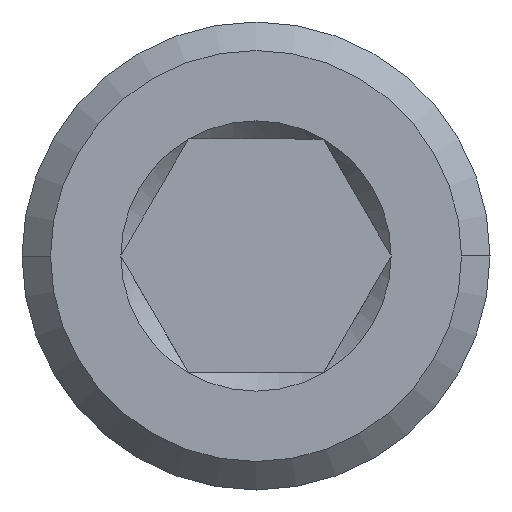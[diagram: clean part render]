
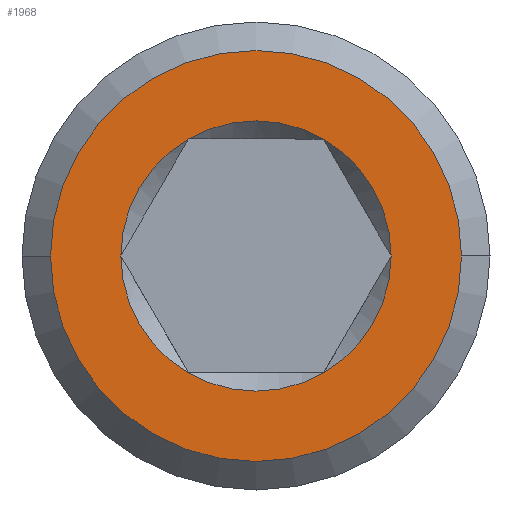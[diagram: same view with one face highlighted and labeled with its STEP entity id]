
A CAD part, left-side view. The second image highlights one B-rep face of the part: STEP entity #1968.
In plain terms, the highlighted planar face has unit normal (-1, 0, 0).
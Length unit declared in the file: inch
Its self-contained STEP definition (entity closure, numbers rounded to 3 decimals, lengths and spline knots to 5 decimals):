
#454 = EDGE_CURVE ( 'NONE', #11030, #11039, #8925, .T. ) ;
#457 = EDGE_CURVE ( 'NONE', #10979, #10872, #8934, .T. ) ;
#459 = EDGE_CURVE ( 'NONE', #10878, #10988, #8940, .T. ) ;
#552 = EDGE_CURVE ( 'NONE', #11039, #11030, #8459, .T. ) ;
#605 = EDGE_CURVE ( 'NONE', #10872, #10985, #6341, .T. ) ;
#631 = EDGE_CURVE ( 'NONE', #10985, #10878, #1873, .T. ) ;
#663 = EDGE_CURVE ( 'NONE', #10988, #10998, #5981, .T. ) ;
#672 = AXIS2_PLACEMENT_3D ( 'NONE', #733, #713, #718 ) ;
#679 = EDGE_CURVE ( 'NONE', #10998, #10979, #8495, .T. ) ;
#700 = CARTESIAN_POINT ( 'NONE',  ( -0.94, 0., 0. ) ) ;
#704 = DIRECTION ( 'NONE',  ( -1., 0., 0. ) ) ;
#706 = DIRECTION ( 'NONE',  ( 0., -1., 0. ) ) ;
#707 = DIRECTION ( 'NONE',  ( -1., 0., 0. ) ) ;
#710 = DIRECTION ( 'NONE',  ( 0., -1., 0. ) ) ;
#711 = CARTESIAN_POINT ( 'NONE',  ( -0.94, 0., 0. ) ) ;
#713 = DIRECTION ( 'NONE',  ( 1., 0., 0. ) ) ;
#718 = DIRECTION ( 'NONE',  ( 0., 1., 0. ) ) ;
#733 = CARTESIAN_POINT ( 'NONE',  ( -0.94, 0., 0. ) ) ;
#1873 = CIRCLE ( 'NONE', #8952, 0.09007 ) ;
#1968 = ADVANCED_FACE ( 'NONE', ( #10565, #10557 ), #5809, .T. ) ;
#4133 = CARTESIAN_POINT ( 'NONE',  ( -0.94, 0.137, 0. ) ) ;
#4180 = CARTESIAN_POINT ( 'NONE',  ( -0.94, 0.04503, 0.078 ) ) ;
#4195 = CARTESIAN_POINT ( 'NONE',  ( -0.94, -0.04503, 0.078 ) ) ;
#4199 = CARTESIAN_POINT ( 'NONE',  ( -0.94, -0.04503, -0.078 ) ) ;
#4205 = CARTESIAN_POINT ( 'NONE',  ( -0.94, 0.09007, 0. ) ) ;
#4380 = CARTESIAN_POINT ( 'NONE',  ( -0.94, -0.09007, 0. ) ) ;
#4392 = CARTESIAN_POINT ( 'NONE',  ( -0.94, 0.04503, -0.078 ) ) ;
#4416 = CARTESIAN_POINT ( 'NONE',  ( -0.94, -0.137, 0. ) ) ;
#5806 = DIRECTION ( 'NONE',  ( 0., -1., 0. ) ) ;
#5807 = DIRECTION ( 'NONE',  ( -1., 0., 0. ) ) ;
#5809 = PLANE ( 'NONE',  #9048 ) ;
#5810 = CARTESIAN_POINT ( 'NONE',  ( -0.94, 0.137, 0. ) ) ;
#5981 = CIRCLE ( 'NONE', #8953, 0.09007 ) ;
#6341 = CIRCLE ( 'NONE', #8948, 0.09007 ) ;
#6373 = DIRECTION ( 'NONE',  ( 0., -1., 0. ) ) ;
#6374 = DIRECTION ( 'NONE',  ( -1., 0., 0. ) ) ;
#6384 = CARTESIAN_POINT ( 'NONE',  ( -0.94, 0., 0. ) ) ;
#6410 = DIRECTION ( 'NONE',  ( 0., -1., 0. ) ) ;
#6411 = DIRECTION ( 'NONE',  ( -1., 0., 0. ) ) ;
#6413 = CARTESIAN_POINT ( 'NONE',  ( -0.94, 0., 0. ) ) ;
#6573 = DIRECTION ( 'NONE',  ( 0., 1., 0. ) ) ;
#6577 = DIRECTION ( 'NONE',  ( 1., 0., 0. ) ) ;
#6723 = CARTESIAN_POINT ( 'NONE',  ( -0.94, 0., 0. ) ) ;
#8394 = EDGE_LOOP ( 'NONE', ( #9315, #9314 ) ) ;
#8396 = EDGE_LOOP ( 'NONE', ( #9321, #9320, #9319, #9318, #9317, #9316 ) ) ;
#8459 = CIRCLE ( 'NONE', #8941, 0.137 ) ;
#8495 = CIRCLE ( 'NONE', #8956, 0.09007 ) ;
#8771 = DIRECTION ( 'NONE',  ( 0., -1., 0. ) ) ;
#8772 = DIRECTION ( 'NONE',  ( -1., 0., 0. ) ) ;
#8773 = CARTESIAN_POINT ( 'NONE',  ( -0.94, 0., 0. ) ) ;
#8925 = CIRCLE ( 'NONE', #672, 0.137 ) ;
#8934 = CIRCLE ( 'NONE', #8946, 0.09007 ) ;
#8940 = CIRCLE ( 'NONE', #8945, 0.09007 ) ;
#8941 = AXIS2_PLACEMENT_3D ( 'NONE', #6723, #6577, #6573 ) ;
#8945 = AXIS2_PLACEMENT_3D ( 'NONE', #711, #707, #706 ) ;
#8946 = AXIS2_PLACEMENT_3D ( 'NONE', #700, #704, #710 ) ;
#8948 = AXIS2_PLACEMENT_3D ( 'NONE', #6413, #6411, #6410 ) ;
#8952 = AXIS2_PLACEMENT_3D ( 'NONE', #8773, #8772, #8771 ) ;
#8953 = AXIS2_PLACEMENT_3D ( 'NONE', #6384, #6374, #6373 ) ;
#8956 = AXIS2_PLACEMENT_3D ( 'NONE', #11270, #11092, #11090 ) ;
#9048 = AXIS2_PLACEMENT_3D ( 'NONE', #5810, #5807, #5806 ) ;
#9314 = ORIENTED_EDGE ( 'NONE', *, *, #454, .F. ) ;
#9315 = ORIENTED_EDGE ( 'NONE', *, *, #552, .F. ) ;
#9316 = ORIENTED_EDGE ( 'NONE', *, *, #663, .F. ) ;
#9317 = ORIENTED_EDGE ( 'NONE', *, *, #679, .F. ) ;
#9318 = ORIENTED_EDGE ( 'NONE', *, *, #457, .F. ) ;
#9319 = ORIENTED_EDGE ( 'NONE', *, *, #605, .F. ) ;
#9320 = ORIENTED_EDGE ( 'NONE', *, *, #631, .F. ) ;
#9321 = ORIENTED_EDGE ( 'NONE', *, *, #459, .F. ) ;
#10557 = FACE_OUTER_BOUND ( 'NONE', #8394, .T. ) ;
#10565 = FACE_BOUND ( 'NONE', #8396, .T. ) ;
#10872 = VERTEX_POINT ( 'NONE', #4392 ) ;
#10878 = VERTEX_POINT ( 'NONE', #4380 ) ;
#10979 = VERTEX_POINT ( 'NONE', #4205 ) ;
#10985 = VERTEX_POINT ( 'NONE', #4199 ) ;
#10988 = VERTEX_POINT ( 'NONE', #4195 ) ;
#10998 = VERTEX_POINT ( 'NONE', #4180 ) ;
#11030 = VERTEX_POINT ( 'NONE', #4416 ) ;
#11039 = VERTEX_POINT ( 'NONE', #4133 ) ;
#11090 = DIRECTION ( 'NONE',  ( 0., -1., 0. ) ) ;
#11092 = DIRECTION ( 'NONE',  ( -1., 0., 0. ) ) ;
#11270 = CARTESIAN_POINT ( 'NONE',  ( -0.94, 0., 0. ) ) ;
